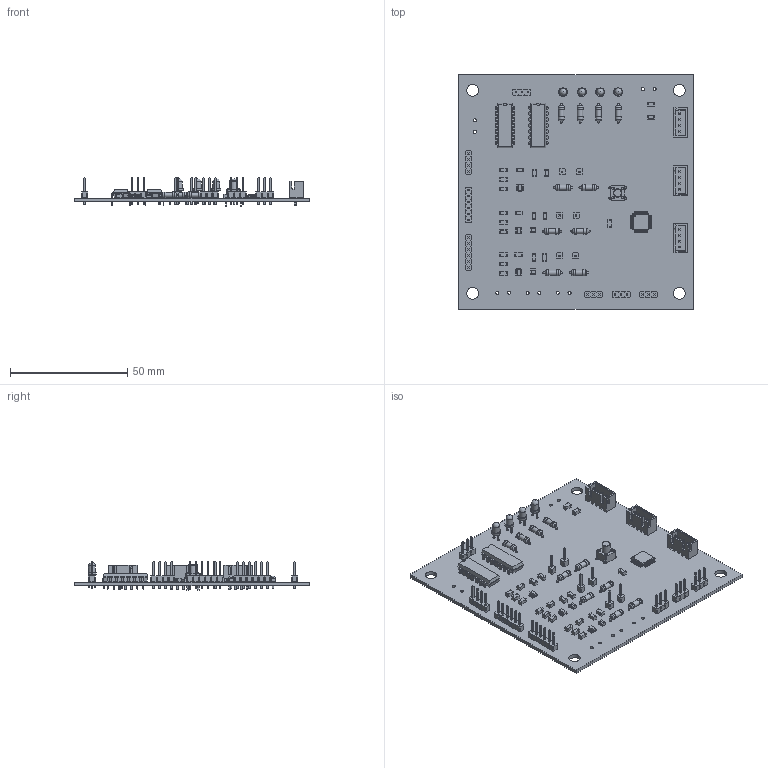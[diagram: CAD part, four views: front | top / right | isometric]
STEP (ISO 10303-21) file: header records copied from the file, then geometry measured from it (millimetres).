
FILE_DESCRIPTION(('KiCad electronic assembly'),'2;1');
FILE_NAME('MainBoard.step','2024-03-28T14:09:45',('Pcbnew'),('Kicad'), 'Open CASCADE STEP processor 7.7','KiCad to STEP converter','Unknown' );
FILE_SCHEMA(('AUTOMOTIVE_DESIGN { 1 0 10303 214 1 1 1 1 }'));
Length unit declared in the file: millimetre
Products named in the file (28): MainBoard 1; SOT-23-6; SOT_23_6; R_Axial_DIN0207_L6.3mm_D2.5mm_P7.62mm_Horizontal; R_Axial_DIN0207_L63mm_D25mm_P762mm_Horizontal; C_1206_3216Metric; PinHeader_1x01_P2.54mm_Vertical; PinHeader_1x01_P254mm_Vertical; PinHeader_1x04_P2.54mm_Vertical; PinHeader_1x04_P254mm_Vertical; PinHeader_1x03_P2.54mm_Vertical; PinHeader_1x03_P254mm_Vertical; LED_D3.0mm_Clear; SW_PUSH_6mm_H7.3mm; SW_PUSH_6mm_h7.3mm; LQFP-48_7x7mm_P0.5mm; LQFP_48_7x7mm_P05mm; L_1008_2520Metric; JST_XH_B4B-XH-A_1x04_P2.50mm_Vertical; JST_B4B_XH_A; PinHeader_1x06_P2.54mm_Vertical; PinHeader_1x06_P254mm_Vertical; DIP-14_W7.62mm; _autosave-MainBoard_PCB
Assembly tree (74 placements, depth 3):
  MainBoard 1
    SOT-23-6  x3
      SOT_23_6
    R_Axial_DIN0207_L6.3mm_D2.5mm_P7.62mm_Horizontal  x10
      R_Axial_DIN0207_L63mm_D25mm_P762mm_Horizontal
    C_1206_3216Metric  x21
      C_1206_3216Metric
    PinHeader_1x01_P2.54mm_Vertical  x6
      PinHeader_1x01_P254mm_Vertical
    PinHeader_1x04_P2.54mm_Vertical
      PinHeader_1x04_P254mm_Vertical
    PinHeader_1x03_P2.54mm_Vertical  x4
      PinHeader_1x03_P254mm_Vertical
    LED_D3.0mm_Clear  x4
      LED_D3.0mm_Clear
    SW_PUSH_6mm_H7.3mm
      SW_PUSH_6mm_h7.3mm
    LQFP-48_7x7mm_P0.5mm
      LQFP_48_7x7mm_P05mm
    L_1008_2520Metric  x2
      L_1008_2520Metric
    JST_XH_B4B-XH-A_1x04_P2.50mm_Vertical  x3
      JST_B4B_XH_A
    PinHeader_1x06_P2.54mm_Vertical  x2
      PinHeader_1x06_P254mm_Vertical
    DIP-14_W7.62mm  x2
      DIP-14_W7.62mm
    _autosave-MainBoard_PCB
Bounding box: 100 x 100 x 12.04 mm (x, y, z)
Volume: 18801 mm3; surface area: 27903.3 mm2
Topology: 61 solids, 61 shells, 4016 faces, 10195 edges, 6493 vertices
Faces by surface type: plane 2919, cylinder 830, bspline 222, torus 41, sphere 4
Full cylindrical faces by diameter (mm): 0.5 x1, 0.6 x20, 0.8 x48, 0.9 x8, 0.95 x12, 1 x38, 1.1 x4, 1.3 x10, 2.25 x10, 2.5 x20, 2.9 x4, 3.5 x1, 5 x4
Entity records: 76376 total; most frequent: CARTESIAN_POINT 14424, ORIENTED_EDGE 10216, DIRECTION 9666, EDGE_CURVE 5108, LINE 4108, VECTOR 4108, VERTEX_POINT 3240, AXIS2_PLACEMENT_3D 2779
